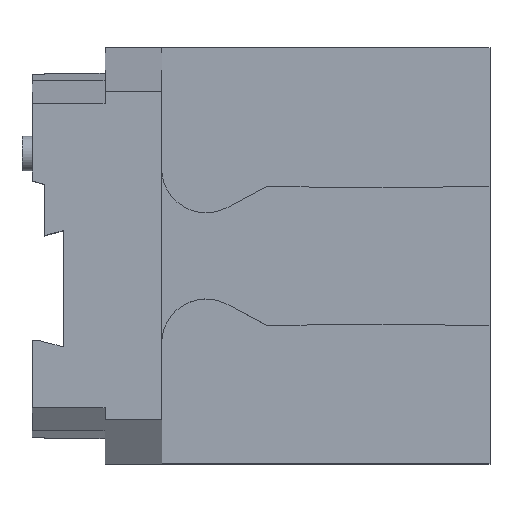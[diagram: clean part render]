
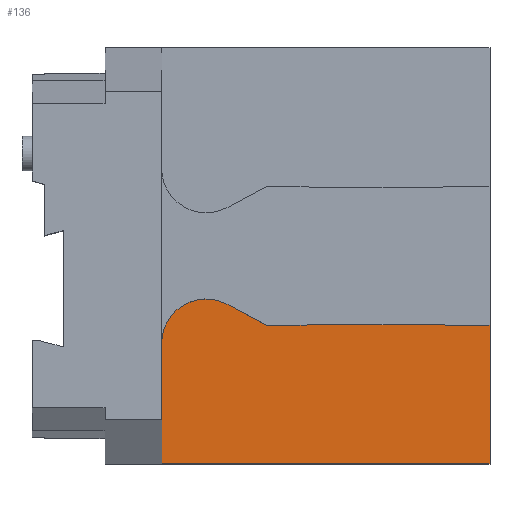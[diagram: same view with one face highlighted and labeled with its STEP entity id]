
A CAD part, top view. The second image highlights one B-rep face of the part: STEP entity #136.
In plain terms, the highlighted planar face has unit normal (0, 0, 1).
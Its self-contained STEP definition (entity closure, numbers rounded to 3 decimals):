
#71=CIRCLE('',#1395,30.);
#73=CIRCLE('',#1400,12.2);
#75=CIRCLE('',#1404,30.);
#136=ADVANCED_FACE('',(#251),#190,.T.);
#190=PLANE('',#1408);
#251=FACE_OUTER_BOUND('',#317,.T.);
#317=EDGE_LOOP('',(#652,#653,#654,#655,#656,#657,#658,#659,#660,#661));
#652=ORIENTED_EDGE('',*,*,#964,.T.);
#653=ORIENTED_EDGE('',*,*,#967,.T.);
#654=ORIENTED_EDGE('',*,*,#970,.T.);
#655=ORIENTED_EDGE('',*,*,#972,.T.);
#656=ORIENTED_EDGE('',*,*,#808,.T.);
#657=ORIENTED_EDGE('',*,*,#853,.T.);
#658=ORIENTED_EDGE('',*,*,#835,.T.);
#659=ORIENTED_EDGE('',*,*,#975,.T.);
#660=ORIENTED_EDGE('',*,*,#978,.T.);
#661=ORIENTED_EDGE('',*,*,#980,.T.);
#688=VERTEX_POINT('',#1776);
#689=VERTEX_POINT('',#1778);
#713=VERTEX_POINT('',#1831);
#714=VERTEX_POINT('',#1833);
#789=VERTEX_POINT('',#2082);
#792=VERTEX_POINT('',#2087);
#794=VERTEX_POINT('',#2093);
#796=VERTEX_POINT('',#2099);
#798=VERTEX_POINT('',#2108);
#800=VERTEX_POINT('',#2114);
#808=EDGE_CURVE('',#689,#688,#988,.T.);
#835=EDGE_CURVE('',#714,#713,#1015,.T.);
#853=EDGE_CURVE('',#688,#714,#1031,.T.);
#964=EDGE_CURVE('',#789,#792,#71,.T.);
#967=EDGE_CURVE('',#792,#794,#1125,.T.);
#970=EDGE_CURVE('',#794,#796,#1128,.T.);
#972=EDGE_CURVE('',#796,#689,#73,.T.);
#975=EDGE_CURVE('',#713,#798,#1131,.T.);
#978=EDGE_CURVE('',#798,#800,#75,.T.);
#980=EDGE_CURVE('',#800,#789,#1134,.T.);
#988=LINE('',#1777,#1142);
#1015=LINE('',#1832,#1169);
#1031=LINE('',#1868,#1185);
#1125=LINE('',#2094,#1279);
#1128=LINE('',#2100,#1282);
#1131=LINE('',#2109,#1285);
#1134=LINE('',#2118,#1288);
#1142=VECTOR('',#1429,1.);
#1169=VECTOR('',#1462,1.);
#1185=VECTOR('',#1490,1.);
#1279=VECTOR('',#1714,1.);
#1282=VECTOR('',#1719,1.);
#1285=VECTOR('',#1730,1.);
#1288=VECTOR('',#1741,1.);
#1395=AXIS2_PLACEMENT_3D('',#2088,#1708,#1709);
#1400=AXIS2_PLACEMENT_3D('',#2103,#1724,#1725);
#1404=AXIS2_PLACEMENT_3D('',#2115,#1736,#1737);
#1408=AXIS2_PLACEMENT_3D('',#2121,#1746,#1747);
#1429=DIRECTION('',(0.,-1.,0.));
#1462=DIRECTION('',(0.,1.,0.));
#1490=DIRECTION('',(1.,0.,0.));
#1708=DIRECTION('',(0.,0.,1.));
#1709=DIRECTION('',(0.,1.,0.));
#1714=DIRECTION('',(-1.,0.,0.));
#1719=DIRECTION('',(-0.883,0.469,0.));
#1724=DIRECTION('',(0.,0.,1.));
#1725=DIRECTION('',(0.,-1.,0.));
#1730=DIRECTION('',(-1.,0.,0.));
#1736=DIRECTION('',(0.,0.,1.));
#1737=DIRECTION('',(0.,-1.,0.));
#1741=DIRECTION('',(-1.,0.,0.));
#1746=DIRECTION('',(0.,0.,1.));
#1747=DIRECTION('',(0.,-1.,0.));
#1776=CARTESIAN_POINT('',(0.,-57.,0.));
#1777=CARTESIAN_POINT('',(0.,-24.,0.));
#1778=CARTESIAN_POINT('',(0.,-24.,0.));
#1831=CARTESIAN_POINT('',(90.,-19.,0.));
#1832=CARTESIAN_POINT('',(90.,-19.,0.));
#1833=CARTESIAN_POINT('',(90.,-57.,0.));
#1868=CARTESIAN_POINT('',(0.,-57.,0.));
#2082=CARTESIAN_POINT('',(42.5,-18.8,0.));
#2087=CARTESIAN_POINT('',(39.042,-19.,0.));
#2088=CARTESIAN_POINT('',(42.5,-48.8,0.));
#2093=CARTESIAN_POINT('',(28.783,-19.,0.));
#2094=CARTESIAN_POINT('',(39.042,-19.,0.));
#2099=CARTESIAN_POINT('',(17.928,-13.228,0.));
#2100=CARTESIAN_POINT('',(28.783,-19.,0.));
#2103=CARTESIAN_POINT('',(12.2,-24.,0.));
#2108=CARTESIAN_POINT('',(78.458,-19.,0.));
#2109=CARTESIAN_POINT('',(90.,-19.,0.));
#2114=CARTESIAN_POINT('',(75.,-18.8,0.));
#2115=CARTESIAN_POINT('',(75.,-48.8,0.));
#2118=CARTESIAN_POINT('',(75.,-18.8,0.));
#2121=CARTESIAN_POINT('',(42.5,-48.8,0.));
